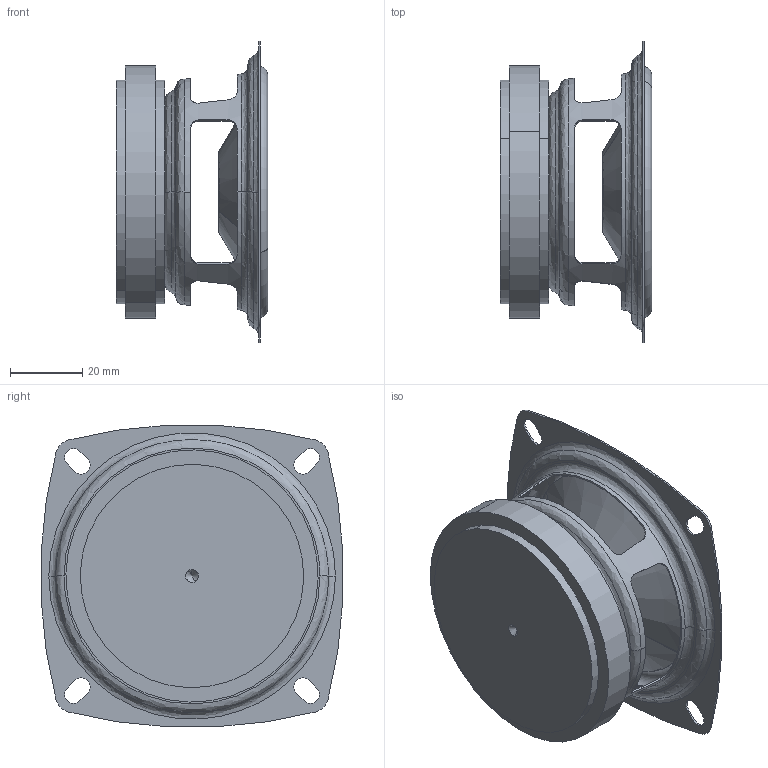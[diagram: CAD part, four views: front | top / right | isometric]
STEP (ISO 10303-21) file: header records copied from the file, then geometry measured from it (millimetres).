
FILE_DESCRIPTION(('CATIA V5 STEP Exchange'),'2;1');
FILE_NAME('Parlante 3.5P 4 Ohms.stp','2017-02-10T21:08:02+00:00',('none'),('none'),'CATIA Version 5 Release 19 SP 2 (IN-10)','CATIA V5 STEP AP203','none');
FILE_SCHEMA(('CONFIG_CONTROL_DESIGN'));
Length unit declared in the file: millimetre
Products named in the file (1): Parlante 3.5P 4 Ohms
Bounding box: 42 x 83.66 x 83.66 mm (x, y, z)
Volume: 52895.2 mm3; surface area: 37909.6 mm2
Topology: 3 solids, 3 shells, 122 faces, 306 edges, 189 vertices
Faces by surface type: bspline 64, cylinder 24, plane 20, cone 6, torus 4, sphere 4
Entity records: 8817 total; most frequent: CARTESIAN_POINT 6479, ORIENTED_EDGE 600, EDGE_CURVE 300, DIRECTION 212, VERTEX_POINT 189, B_SPLINE_CURVE_WITH_KNOTS 180, EDGE_LOOP 143, ADVANCED_FACE 122
